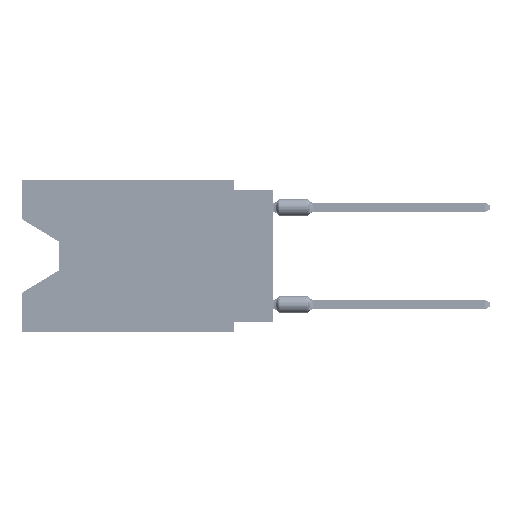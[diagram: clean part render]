
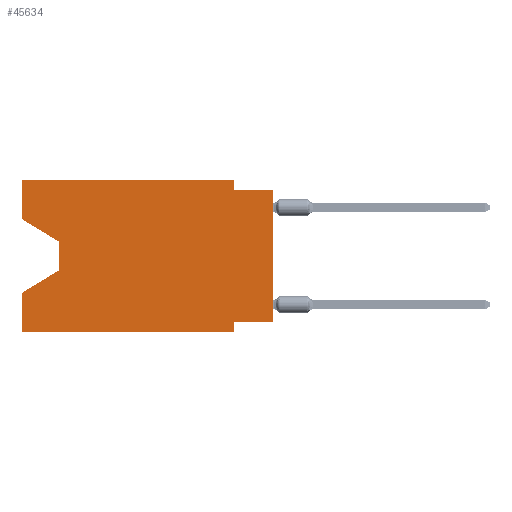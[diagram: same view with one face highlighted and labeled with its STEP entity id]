
A CAD part, left-side view. The second image highlights one B-rep face of the part: STEP entity #45634.
In plain terms, the highlighted planar face has unit normal (-1, 0, 0).
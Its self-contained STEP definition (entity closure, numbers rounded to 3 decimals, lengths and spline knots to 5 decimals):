
#149 = VERTEX_POINT ( 'NONE', #81416 ) ;
#570 = EDGE_CURVE ( 'NONE', #149, #53492, #26562, .T. ) ;
#699 = VECTOR ( 'NONE', #79883, 39.37008 ) ;
#2290 = EDGE_CURVE ( 'NONE', #65051, #4402, #74009, .T. ) ;
#3326 = LINE ( 'NONE', #10495, #3607 ) ;
#3436 = CARTESIAN_POINT ( 'NONE',  ( 0., 0.645, 0. ) ) ;
#3498 = CARTESIAN_POINT ( 'NONE',  ( 0., 0.1, -0.39 ) ) ;
#3607 = VECTOR ( 'NONE', #44550, 39.37008 ) ;
#3869 = ORIENTED_EDGE ( 'NONE', *, *, #44426, .T. ) ;
#4402 = VERTEX_POINT ( 'NONE', #4685 ) ;
#4685 = CARTESIAN_POINT ( 'NONE',  ( 0., 0.645, -0.28975 ) ) ;
#6134 = VERTEX_POINT ( 'NONE', #69540 ) ;
#9188 = LINE ( 'NONE', #51288, #30736 ) ;
#9200 = ORIENTED_EDGE ( 'NONE', *, *, #50957, .F. ) ;
#9441 = ORIENTED_EDGE ( 'NONE', *, *, #20948, .F. ) ;
#9591 = LINE ( 'NONE', #35594, #59424 ) ;
#10147 = VERTEX_POINT ( 'NONE', #27182 ) ;
#10198 = ORIENTED_EDGE ( 'NONE', *, *, #2290, .T. ) ;
#10495 = CARTESIAN_POINT ( 'NONE',  ( 0., 0., 0. ) ) ;
#11068 = EDGE_CURVE ( 'NONE', #13923, #4402, #40864, .T. ) ;
#11916 = ORIENTED_EDGE ( 'NONE', *, *, #85649, .T. ) ;
#13277 = VERTEX_POINT ( 'NONE', #35251 ) ;
#13923 = VERTEX_POINT ( 'NONE', #75788 ) ;
#14415 = CARTESIAN_POINT ( 'NONE',  ( 0., 0.645, 0. ) ) ;
#15055 = VECTOR ( 'NONE', #85318, 39.37008 ) ;
#16240 = CARTESIAN_POINT ( 'NONE',  ( 0., 0.1, -0.39 ) ) ;
#18491 = ORIENTED_EDGE ( 'NONE', *, *, #85501, .T. ) ;
#20948 = EDGE_CURVE ( 'NONE', #6134, #149, #9591, .T. ) ;
#21545 = CARTESIAN_POINT ( 'NONE',  ( 0., 0.645, -0.10025 ) ) ;
#24476 = CARTESIAN_POINT ( 'NONE',  ( 0., 0.645, 0. ) ) ;
#24656 = DIRECTION ( 'NONE',  ( 0., 0., 1. ) ) ;
#25792 = FACE_OUTER_BOUND ( 'NONE', #77748, .T. ) ;
#26562 = LINE ( 'NONE', #32404, #76335 ) ;
#27182 = CARTESIAN_POINT ( 'NONE',  ( 0., 0.1, -0.365 ) ) ;
#28085 = LINE ( 'NONE', #75195, #41827 ) ;
#28172 = EDGE_CURVE ( 'NONE', #80020, #6134, #57666, .T. ) ;
#29259 = LINE ( 'NONE', #16240, #15055 ) ;
#30736 = VECTOR ( 'NONE', #31121, 39.37008 ) ;
#31121 = DIRECTION ( 'NONE',  ( 0., -1., 0. ) ) ;
#32404 = CARTESIAN_POINT ( 'NONE',  ( 0., 0., -0.025 ) ) ;
#33384 = CARTESIAN_POINT ( 'NONE',  ( 0., 0., -0.365 ) ) ;
#35251 = CARTESIAN_POINT ( 'NONE',  ( 0., 0., -0.365 ) ) ;
#35594 = CARTESIAN_POINT ( 'NONE',  ( 0., 0.1, 0. ) ) ;
#36379 = VERTEX_POINT ( 'NONE', #42561 ) ;
#36636 = ORIENTED_EDGE ( 'NONE', *, *, #44746, .F. ) ;
#38737 = ORIENTED_EDGE ( 'NONE', *, *, #28172, .F. ) ;
#40864 = LINE ( 'NONE', #14415, #75697 ) ;
#41827 = VECTOR ( 'NONE', #62619, 39.37008 ) ;
#42561 = CARTESIAN_POINT ( 'NONE',  ( 0., 0.55, -0.158 ) ) ;
#42749 = VECTOR ( 'NONE', #24656, 39.37008 ) ;
#43966 = VECTOR ( 'NONE', #61206, 39.37008 ) ;
#44426 = EDGE_CURVE ( 'NONE', #13923, #58517, #9188, .T. ) ;
#44550 = DIRECTION ( 'NONE',  ( 0., 0., 1. ) ) ;
#44746 = EDGE_CURVE ( 'NONE', #10147, #58517, #29259, .T. ) ;
#44861 = CARTESIAN_POINT ( 'NONE',  ( 0., 0., -0.025 ) ) ;
#45089 = DIRECTION ( 'NONE',  ( 1., 0., 0. ) ) ;
#45634 = ADVANCED_FACE ( 'NONE', ( #25792 ), #65723, .F. ) ;
#46117 = ORIENTED_EDGE ( 'NONE', *, *, #49414, .F. ) ;
#47418 = ORIENTED_EDGE ( 'NONE', *, *, #56435, .T. ) ;
#49414 = EDGE_CURVE ( 'NONE', #13277, #10147, #82309, .T. ) ;
#50957 = EDGE_CURVE ( 'NONE', #69699, #80020, #66345, .T. ) ;
#51288 = CARTESIAN_POINT ( 'NONE',  ( 0., 0.645, -0.39 ) ) ;
#52132 = DIRECTION ( 'NONE',  ( 0., -1., 0. ) ) ;
#52703 = ORIENTED_EDGE ( 'NONE', *, *, #11068, .F. ) ;
#53492 = VERTEX_POINT ( 'NONE', #44861 ) ;
#54348 = DIRECTION ( 'NONE',  ( 0., -0.855, -0.519 ) ) ;
#54499 = CARTESIAN_POINT ( 'NONE',  ( 0., 0.645, 0. ) ) ;
#56435 = EDGE_CURVE ( 'NONE', #36379, #65051, #28085, .T. ) ;
#57092 = DIRECTION ( 'NONE',  ( 0., 0., -1. ) ) ;
#57666 = LINE ( 'NONE', #3436, #81127 ) ;
#58270 = CARTESIAN_POINT ( 'NONE',  ( 0., 0.645, 0. ) ) ;
#58517 = VERTEX_POINT ( 'NONE', #3498 ) ;
#59424 = VECTOR ( 'NONE', #57092, 39.37008 ) ;
#59526 = AXIS2_PLACEMENT_3D ( 'NONE', #24476, #45089, #80089 ) ;
#61206 = DIRECTION ( 'NONE',  ( 0., 1., 0. ) ) ;
#62619 = DIRECTION ( 'NONE',  ( 0., 0., -1. ) ) ;
#65051 = VERTEX_POINT ( 'NONE', #67032 ) ;
#65723 = PLANE ( 'NONE',  #59526 ) ;
#66345 = LINE ( 'NONE', #58270, #42749 ) ;
#67032 = CARTESIAN_POINT ( 'NONE',  ( 0., 0.55, -0.232 ) ) ;
#68668 = DIRECTION ( 'NONE',  ( 0., 0., 1. ) ) ;
#69540 = CARTESIAN_POINT ( 'NONE',  ( 0., 0.1, 0. ) ) ;
#69699 = VERTEX_POINT ( 'NONE', #21545 ) ;
#73133 = CARTESIAN_POINT ( 'NONE',  ( 0., 0.55, -0.232 ) ) ;
#74009 = LINE ( 'NONE', #73133, #699 ) ;
#75195 = CARTESIAN_POINT ( 'NONE',  ( 0., 0.55, -0.158 ) ) ;
#75379 = ORIENTED_EDGE ( 'NONE', *, *, #570, .F. ) ;
#75697 = VECTOR ( 'NONE', #68668, 39.37008 ) ;
#75788 = CARTESIAN_POINT ( 'NONE',  ( 0., 0.645, -0.39 ) ) ;
#76335 = VECTOR ( 'NONE', #52132, 39.37008 ) ;
#77748 = EDGE_LOOP ( 'NONE', ( #11916, #47418, #10198, #52703, #3869, #36636, #46117, #18491, #75379, #9441, #38737, #9200 ) ) ;
#77893 = DIRECTION ( 'NONE',  ( 0., -1., 0. ) ) ;
#79883 = DIRECTION ( 'NONE',  ( 0., 0.855, -0.519 ) ) ;
#80020 = VERTEX_POINT ( 'NONE', #54499 ) ;
#80089 = DIRECTION ( 'NONE',  ( 0., 0., -1. ) ) ;
#81127 = VECTOR ( 'NONE', #77893, 39.37008 ) ;
#81416 = CARTESIAN_POINT ( 'NONE',  ( 0., 0.1, -0.025 ) ) ;
#82309 = LINE ( 'NONE', #33384, #43966 ) ;
#82432 = VECTOR ( 'NONE', #54348, 39.37008 ) ;
#85318 = DIRECTION ( 'NONE',  ( 0., 0., -1. ) ) ;
#85501 = EDGE_CURVE ( 'NONE', #13277, #53492, #3326, .T. ) ;
#85649 = EDGE_CURVE ( 'NONE', #69699, #36379, #87165, .T. ) ;
#87165 = LINE ( 'NONE', #88486, #82432 ) ;
#88486 = CARTESIAN_POINT ( 'NONE',  ( 0., 0.645, -0.10025 ) ) ;
